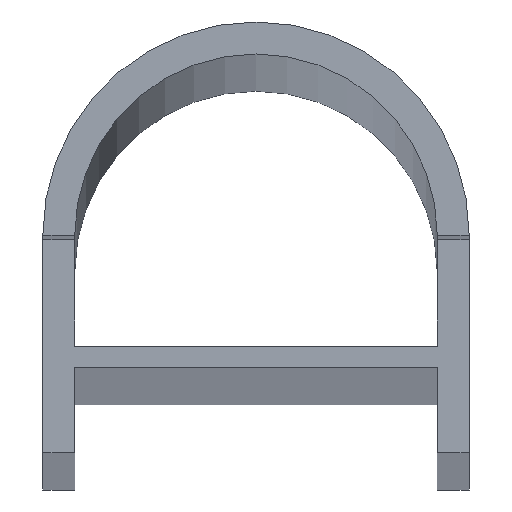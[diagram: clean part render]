
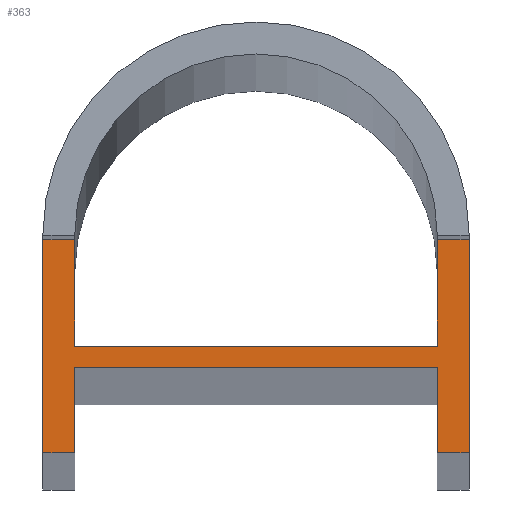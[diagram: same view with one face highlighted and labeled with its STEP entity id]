
A CAD part, top view. The second image highlights one B-rep face of the part: STEP entity #363.
In plain terms, the highlighted planar face has unit normal (0, 0, 1).
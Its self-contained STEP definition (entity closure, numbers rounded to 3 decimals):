
#41=FACE_OUTER_BOUND('',#61,.T.);
#61=EDGE_LOOP('',(#303,#304,#305,#306,#307,#308,#309,#310,#311,#312,#313,
#314));
#73=LINE('',#532,#117);
#77=LINE('',#539,#121);
#80=LINE('',#545,#124);
#83=LINE('',#551,#127);
#86=LINE('',#557,#130);
#88=LINE('',#562,#132);
#91=LINE('',#568,#135);
#94=LINE('',#574,#138);
#97=LINE('',#580,#141);
#100=LINE('',#586,#144);
#103=LINE('',#592,#147);
#106=LINE('',#596,#150);
#117=VECTOR('',#438,10.);
#121=VECTOR('',#444,10.);
#124=VECTOR('',#449,10.);
#127=VECTOR('',#454,10.);
#130=VECTOR('',#459,10.);
#132=VECTOR('',#463,10.);
#135=VECTOR('',#468,10.);
#138=VECTOR('',#473,10.);
#141=VECTOR('',#478,10.);
#144=VECTOR('',#483,10.);
#147=VECTOR('',#488,10.);
#150=VECTOR('',#493,10.);
#161=VERTEX_POINT('',#529);
#162=VERTEX_POINT('',#531);
#164=VERTEX_POINT('',#537);
#166=VERTEX_POINT('',#543);
#168=VERTEX_POINT('',#549);
#170=VERTEX_POINT('',#555);
#172=VERTEX_POINT('',#561);
#174=VERTEX_POINT('',#567);
#176=VERTEX_POINT('',#573);
#178=VERTEX_POINT('',#579);
#180=VERTEX_POINT('',#585);
#182=VERTEX_POINT('',#591);
#197=EDGE_CURVE('',#161,#162,#73,.T.);
#201=EDGE_CURVE('',#164,#161,#77,.T.);
#204=EDGE_CURVE('',#166,#164,#80,.T.);
#207=EDGE_CURVE('',#168,#166,#83,.T.);
#210=EDGE_CURVE('',#170,#168,#86,.T.);
#212=EDGE_CURVE('',#172,#162,#88,.T.);
#215=EDGE_CURVE('',#174,#172,#91,.T.);
#218=EDGE_CURVE('',#176,#174,#94,.T.);
#221=EDGE_CURVE('',#178,#176,#97,.T.);
#224=EDGE_CURVE('',#180,#178,#100,.T.);
#227=EDGE_CURVE('',#182,#180,#103,.T.);
#230=EDGE_CURVE('',#182,#170,#106,.T.);
#303=ORIENTED_EDGE('',*,*,#230,.F.);
#304=ORIENTED_EDGE('',*,*,#227,.T.);
#305=ORIENTED_EDGE('',*,*,#224,.T.);
#306=ORIENTED_EDGE('',*,*,#221,.T.);
#307=ORIENTED_EDGE('',*,*,#218,.T.);
#308=ORIENTED_EDGE('',*,*,#215,.T.);
#309=ORIENTED_EDGE('',*,*,#212,.T.);
#310=ORIENTED_EDGE('',*,*,#197,.F.);
#311=ORIENTED_EDGE('',*,*,#201,.F.);
#312=ORIENTED_EDGE('',*,*,#204,.F.);
#313=ORIENTED_EDGE('',*,*,#207,.F.);
#314=ORIENTED_EDGE('',*,*,#210,.F.);
#343=PLANE('',#402);
#363=ADVANCED_FACE('',(#41),#343,.T.);
#402=AXIS2_PLACEMENT_3D('',#597,#494,#495);
#438=DIRECTION('',(0.,1.,0.));
#444=DIRECTION('',(-1.,0.,0.));
#449=DIRECTION('',(0.,-1.,0.));
#454=DIRECTION('',(1.,0.,0.));
#459=DIRECTION('',(0.,1.,0.));
#463=DIRECTION('',(1.,0.,0.));
#468=DIRECTION('',(0.,1.,0.));
#473=DIRECTION('',(1.,0.,0.));
#478=DIRECTION('',(0.,-1.,0.));
#483=DIRECTION('',(-1.,0.,0.));
#488=DIRECTION('',(0.,1.,0.));
#493=DIRECTION('',(1.,0.,0.));
#494=DIRECTION('center_axis',(0.,0.,1.));
#495=DIRECTION('ref_axis',(1.,0.,0.));
#529=CARTESIAN_POINT('',(8.5,-4.,1000.));
#531=CARTESIAN_POINT('',(8.5,0.,1000.));
#532=CARTESIAN_POINT('',(8.5,-4.,1000.));
#537=CARTESIAN_POINT('',(10.,-4.,1000.));
#539=CARTESIAN_POINT('',(10.,-4.,1000.));
#543=CARTESIAN_POINT('',(10.,6.,1000.));
#545=CARTESIAN_POINT('',(10.,6.,1000.));
#549=CARTESIAN_POINT('',(8.5,6.,1000.));
#551=CARTESIAN_POINT('',(8.5,6.,1000.));
#555=CARTESIAN_POINT('',(8.5,1.,1000.));
#557=CARTESIAN_POINT('',(8.5,1.,1000.));
#561=CARTESIAN_POINT('',(-8.5,0.,1000.));
#562=CARTESIAN_POINT('',(-8.5,0.,1000.));
#567=CARTESIAN_POINT('',(-8.5,-4.,1000.));
#568=CARTESIAN_POINT('',(-8.5,-4.,1000.));
#573=CARTESIAN_POINT('',(-10.,-4.,1000.));
#574=CARTESIAN_POINT('',(-10.,-4.,1000.));
#579=CARTESIAN_POINT('',(-10.,6.,1000.));
#580=CARTESIAN_POINT('',(-10.,6.,1000.));
#585=CARTESIAN_POINT('',(-8.5,6.,1000.));
#586=CARTESIAN_POINT('',(-8.5,6.,1000.));
#591=CARTESIAN_POINT('',(-8.5,1.,1000.));
#592=CARTESIAN_POINT('',(-8.5,1.,1000.));
#596=CARTESIAN_POINT('',(0.,1.,1000.));
#597=CARTESIAN_POINT('Origin',(-5.,1.,1000.));
